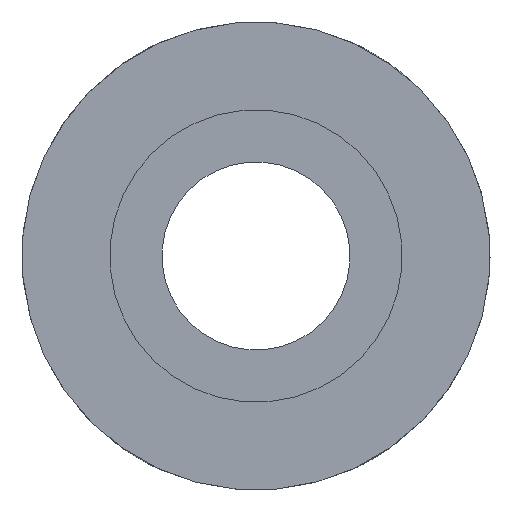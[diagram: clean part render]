
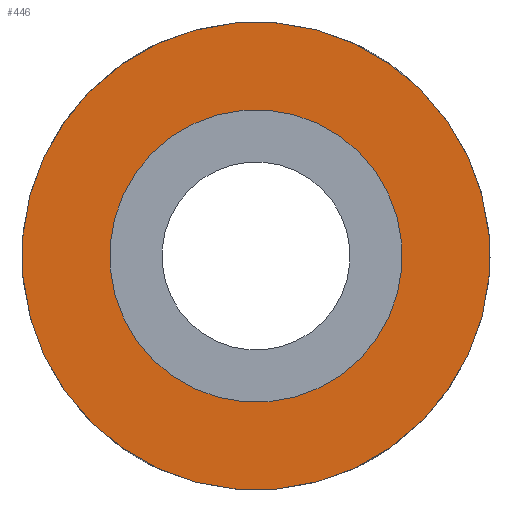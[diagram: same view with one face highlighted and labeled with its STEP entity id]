
A CAD part, front view. The second image highlights one B-rep face of the part: STEP entity #446.
In plain terms, the highlighted planar face has unit normal (0, -1, 0).
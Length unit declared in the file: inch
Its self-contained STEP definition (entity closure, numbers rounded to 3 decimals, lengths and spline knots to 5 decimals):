
#20=FACE_BOUND('',#107,.T.);
#23=PLANE('',#516);
#80=FACE_OUTER_BOUND('',#106,.T.);
#106=EDGE_LOOP('',(#409));
#107=EDGE_LOOP('',(#410));
#153=CIRCLE('',#481,0.94488);
#173=CIRCLE('',#517,0.59055);
#189=VERTEX_POINT('',#737);
#217=VERTEX_POINT('',#926);
#238=EDGE_CURVE('',#189,#189,#153,.T.);
#282=EDGE_CURVE('',#217,#217,#173,.T.);
#409=ORIENTED_EDGE('',*,*,#238,.T.);
#410=ORIENTED_EDGE('',*,*,#282,.F.);
#446=ADVANCED_FACE('',(#80,#20),#23,.F.);
#481=AXIS2_PLACEMENT_3D('',#738,#564,#565);
#516=AXIS2_PLACEMENT_3D('',#925,#645,#646);
#517=AXIS2_PLACEMENT_3D('',#927,#647,#648);
#564=DIRECTION('center_axis',(0.,-1.,0.));
#565=DIRECTION('ref_axis',(-0.706,0.,-0.708));
#645=DIRECTION('center_axis',(0.,1.,0.));
#646=DIRECTION('ref_axis',(-0.706,0.,-0.708));
#647=DIRECTION('center_axis',(0.,-1.,0.));
#648=DIRECTION('ref_axis',(-0.706,0.,-0.708));
#737=CARTESIAN_POINT('',(14.33655,5.46361,8.43595));
#738=CARTESIAN_POINT('Origin',(13.66958,5.46361,7.76665));
#925=CARTESIAN_POINT('Origin',(13.66958,5.46361,7.76665));
#926=CARTESIAN_POINT('',(14.08644,5.46361,8.18496));
#927=CARTESIAN_POINT('Origin',(13.66958,5.46361,7.76665));
